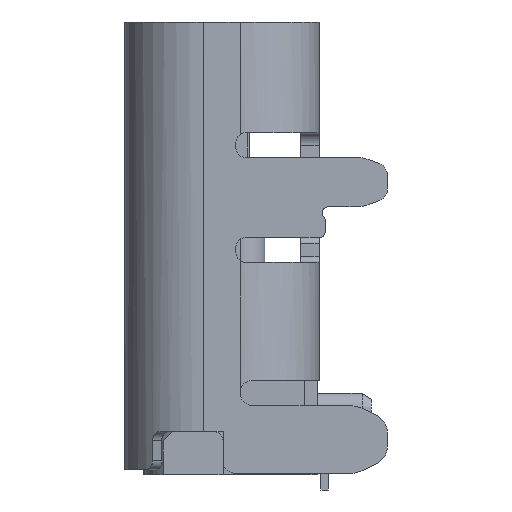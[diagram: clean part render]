
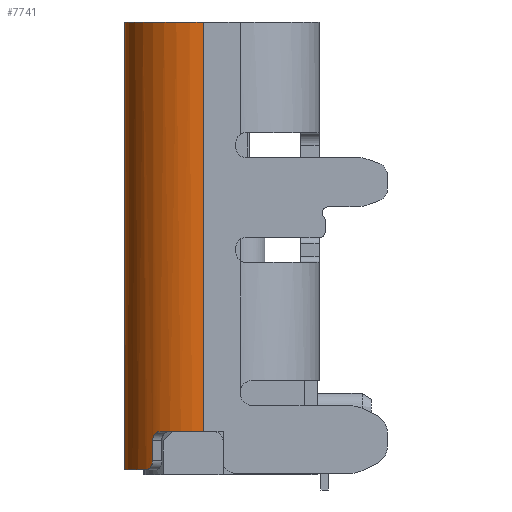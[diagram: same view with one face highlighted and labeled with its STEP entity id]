
A CAD part, left-side view. The second image highlights one B-rep face of the part: STEP entity #7741.
In plain terms, the highlighted cylindrical face has radius 1.28 mm (diameter 2.56 mm), a partial arc.
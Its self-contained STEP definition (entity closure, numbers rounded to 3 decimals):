
#576 = ORIENTED_EDGE ( 'NONE', *, *, #17801, .T. ) ;
#1067 = CARTESIAN_POINT ( 'NONE',  ( -4.171, 2.852, -2.968 ) ) ;
#1516 = DIRECTION ( 'NONE',  ( 0., 0., -1. ) ) ;
#1952 = DIRECTION ( 'NONE',  ( -1., 0., 0. ) ) ;
#1964 = CARTESIAN_POINT ( 'NONE',  ( -4.081, 2.949, -3.473 ) ) ;
#2082 = ORIENTED_EDGE ( 'NONE', *, *, #21857, .T. ) ;
#2088 = VECTOR ( 'NONE', #1516, 1000. ) ;
#2095 = CYLINDRICAL_SURFACE ( 'NONE', #2602, 1.28 ) ;
#2602 = AXIS2_PLACEMENT_3D ( 'NONE', #22336, #20494, #1952 ) ;
#2757 = CARTESIAN_POINT ( 'NONE',  ( -4.259, 2.733, -2.85 ) ) ;
#2955 = CARTESIAN_POINT ( 'NONE',  ( -3.19, 2.03, -2.85 ) ) ;
#3446 = CARTESIAN_POINT ( 'NONE',  ( -4.16, 2.865, -3.389 ) ) ;
#3735 = CIRCLE ( 'NONE', #9655, 1.28 ) ;
#3944 = CARTESIAN_POINT ( 'NONE',  ( -4.154, 2.872, -3.404 ) ) ;
#4327 = VECTOR ( 'NONE', #24176, 1000. ) ;
#4498 = ORIENTED_EDGE ( 'NONE', *, *, #22539, .F. ) ;
#4798 = CARTESIAN_POINT ( 'NONE',  ( -4.25, 2.748, -2.85 ) ) ;
#4982 = LINE ( 'NONE', #13989, #13886 ) ;
#5312 = CARTESIAN_POINT ( 'NONE',  ( -4.167, 2.857, -3.358 ) ) ;
#5354 = DIRECTION ( 'NONE',  ( 0., 0., 1. ) ) ;
#5392 = CARTESIAN_POINT ( 'NONE',  ( -4.169, 2.855, -3.325 ) ) ;
#5614 = B_SPLINE_CURVE_WITH_KNOTS ( 'NONE', 3,
 ( #7244, #13744, #5312, #11714, #3446, #3944, #7414, #18041, #13570, #9432, #7592, #9806, #15459, #1964, #12054, #15642 ),
 .UNSPECIFIED., .F., .F.,
 ( 4, 3, 3, 3, 3, 4 ),
 ( 0., 0., 0., 0., 0., 0. ),
 .UNSPECIFIED. ) ;
#5890 = ORIENTED_EDGE ( 'NONE', *, *, #6747, .F. ) ;
#6377 = VERTEX_POINT ( 'NONE', #9112 ) ;
#6548 = VERTEX_POINT ( 'NONE', #5392 ) ;
#6747 = EDGE_CURVE ( 'NONE', #25595, #6548, #10683, .T. ) ;
#6888 = CARTESIAN_POINT ( 'NONE',  ( -4.196, 2.821, -2.893 ) ) ;
#7005 = VERTEX_POINT ( 'NONE', #2757 ) ;
#7244 = CARTESIAN_POINT ( 'NONE',  ( -4.169, 2.855, -3.325 ) ) ;
#7251 = CARTESIAN_POINT ( 'NONE',  ( -4.231, 2.775, -2.858 ) ) ;
#7414 = CARTESIAN_POINT ( 'NONE',  ( -4.148, 2.879, -3.417 ) ) ;
#7592 = CARTESIAN_POINT ( 'NONE',  ( -4.113, 2.917, -3.459 ) ) ;
#7597 = CARTESIAN_POINT ( 'NONE',  ( -4.169, 2.855, -2.989 ) ) ;
#7741 = ADVANCED_FACE ( 'NONE', ( #19827 ), #2095, .T. ) ;
#8038 = VERTEX_POINT ( 'NONE', #19853 ) ;
#8998 = CARTESIAN_POINT ( 'NONE',  ( -4.47, 2.03, -2.85 ) ) ;
#9112 = CARTESIAN_POINT ( 'NONE',  ( -3.19, 3.31, 3.8 ) ) ;
#9432 = CARTESIAN_POINT ( 'NONE',  ( -4.123, 2.907, -3.45 ) ) ;
#9633 = CARTESIAN_POINT ( 'NONE',  ( -3.19, 3.31, -3.475 ) ) ;
#9655 = AXIS2_PLACEMENT_3D ( 'NONE', #2955, #21301, #22992 ) ;
#9806 = CARTESIAN_POINT ( 'NONE',  ( -4.102, 2.928, -3.466 ) ) ;
#10683 = LINE ( 'NONE', #16284, #2088 ) ;
#11548 = CARTESIAN_POINT ( 'NONE',  ( -4.173, 2.849, -2.951 ) ) ;
#11714 = CARTESIAN_POINT ( 'NONE',  ( -4.163, 2.861, -3.374 ) ) ;
#11722 = CARTESIAN_POINT ( 'NONE',  ( -4.24, 2.762, -2.853 ) ) ;
#12054 = CARTESIAN_POINT ( 'NONE',  ( -4.072, 2.958, -3.475 ) ) ;
#12158 = VERTEX_POINT ( 'NONE', #9633 ) ;
#12415 = VERTEX_POINT ( 'NONE', #8998 ) ;
#12720 = ORIENTED_EDGE ( 'NONE', *, *, #21924, .F. ) ;
#13051 = CARTESIAN_POINT ( 'NONE',  ( -4.205, 2.81, -2.883 ) ) ;
#13401 = CARTESIAN_POINT ( 'NONE',  ( -4.17, 2.854, -2.978 ) ) ;
#13570 = CARTESIAN_POINT ( 'NONE',  ( -4.132, 2.896, -3.441 ) ) ;
#13744 = CARTESIAN_POINT ( 'NONE',  ( -4.169, 2.855, -3.342 ) ) ;
#13886 = VECTOR ( 'NONE', #22244, 1000. ) ;
#13989 = CARTESIAN_POINT ( 'NONE',  ( -4.47, 2.03, -3.53 ) ) ;
#14364 = EDGE_CURVE ( 'NONE', #12415, #8038, #4982, .T. ) ;
#14935 = VERTEX_POINT ( 'NONE', #18502 ) ;
#15459 = CARTESIAN_POINT ( 'NONE',  ( -4.09, 2.94, -3.47 ) ) ;
#15642 = CARTESIAN_POINT ( 'NONE',  ( -4.062, 2.967, -3.475 ) ) ;
#15867 = DIRECTION ( 'NONE',  ( 1., 0., 0. ) ) ;
#16134 = CIRCLE ( 'NONE', #17703, 1.28 ) ;
#16284 = CARTESIAN_POINT ( 'NONE',  ( -4.169, 2.855, -2.85 ) ) ;
#16672 = EDGE_CURVE ( 'NONE', #6377, #8038, #16134, .T. ) ;
#17199 = CARTESIAN_POINT ( 'NONE',  ( -4.189, 2.83, -2.906 ) ) ;
#17275 = EDGE_LOOP ( 'NONE', ( #5890, #21872, #2082, #25280, #21560, #4498, #576, #12720 ) ) ;
#17703 = AXIS2_PLACEMENT_3D ( 'NONE', #20366, #5354, #24455 ) ;
#17801 = EDGE_CURVE ( 'NONE', #12158, #14935, #18973, .T. ) ;
#17989 = CARTESIAN_POINT ( 'NONE',  ( -3.19, 3.31, -3.53 ) ) ;
#18041 = CARTESIAN_POINT ( 'NONE',  ( -4.141, 2.887, -3.43 ) ) ;
#18502 = CARTESIAN_POINT ( 'NONE',  ( -4.062, 2.967, -3.475 ) ) ;
#18973 = CIRCLE ( 'NONE', #20801, 1.28 ) ;
#19303 = CARTESIAN_POINT ( 'NONE',  ( -4.222, 2.788, -2.864 ) ) ;
#19475 = CARTESIAN_POINT ( 'NONE',  ( -4.259, 2.733, -2.85 ) ) ;
#19827 = FACE_OUTER_BOUND ( 'NONE', #17275, .T. ) ;
#19853 = CARTESIAN_POINT ( 'NONE',  ( -4.47, 2.03, 3.8 ) ) ;
#20366 = CARTESIAN_POINT ( 'NONE',  ( -3.19, 2.03, 3.8 ) ) ;
#20494 = DIRECTION ( 'NONE',  ( 0., 0., 1. ) ) ;
#20719 = CARTESIAN_POINT ( 'NONE',  ( -3.19, 2.03, -3.475 ) ) ;
#20801 = AXIS2_PLACEMENT_3D ( 'NONE', #20719, #26369, #15867 ) ;
#21301 = DIRECTION ( 'NONE',  ( 0., 0., 1. ) ) ;
#21560 = ORIENTED_EDGE ( 'NONE', *, *, #16672, .F. ) ;
#21857 = EDGE_CURVE ( 'NONE', #7005, #12415, #3735, .T. ) ;
#21872 = ORIENTED_EDGE ( 'NONE', *, *, #26529, .F. ) ;
#21924 = EDGE_CURVE ( 'NONE', #6548, #14935, #5614, .T. ) ;
#22234 = LINE ( 'NONE', #17989, #4327 ) ;
#22244 = DIRECTION ( 'NONE',  ( 0., 0., 1. ) ) ;
#22336 = CARTESIAN_POINT ( 'NONE',  ( -3.19, 2.03, -3.53 ) ) ;
#22539 = EDGE_CURVE ( 'NONE', #12158, #6377, #22234, .T. ) ;
#22992 = DIRECTION ( 'NONE',  ( 1., 0., 0. ) ) ;
#23516 = CARTESIAN_POINT ( 'NONE',  ( -4.169, 2.855, -3. ) ) ;
#23521 = CARTESIAN_POINT ( 'NONE',  ( -4.183, 2.837, -2.921 ) ) ;
#23688 = CARTESIAN_POINT ( 'NONE',  ( -4.169, 2.855, -3. ) ) ;
#24176 = DIRECTION ( 'NONE',  ( 0., 0., 1. ) ) ;
#24455 = DIRECTION ( 'NONE',  ( 1., 0., 0. ) ) ;
#25280 = ORIENTED_EDGE ( 'NONE', *, *, #14364, .T. ) ;
#25291 = CARTESIAN_POINT ( 'NONE',  ( -4.178, 2.844, -2.935 ) ) ;
#25595 = VERTEX_POINT ( 'NONE', #23516 ) ;
#25807 = CARTESIAN_POINT ( 'NONE',  ( -4.213, 2.8, -2.872 ) ) ;
#26190 = B_SPLINE_CURVE_WITH_KNOTS ( 'NONE', 3,
 ( #19475, #4798, #11722, #7251, #19303, #25807, #13051, #6888, #17199, #23521, #25291, #11548, #1067, #13401, #7597, #23688 ),
 .UNSPECIFIED., .F., .F.,
 ( 4, 3, 3, 3, 3, 4 ),
 ( 0., 0., 0., 0., 0., 0. ),
 .UNSPECIFIED. ) ;
#26369 = DIRECTION ( 'NONE',  ( 0., 0., 1. ) ) ;
#26529 = EDGE_CURVE ( 'NONE', #7005, #25595, #26190, .T. ) ;
